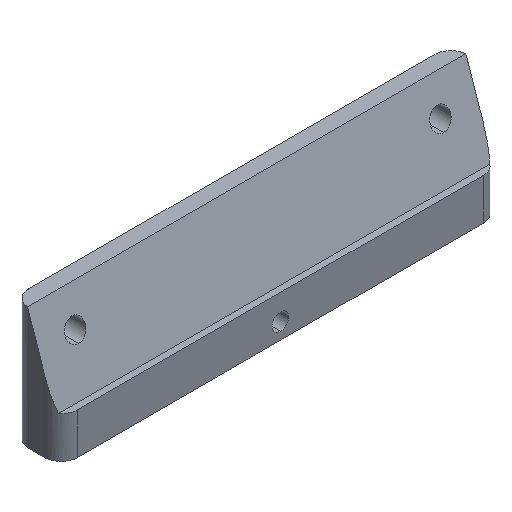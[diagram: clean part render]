
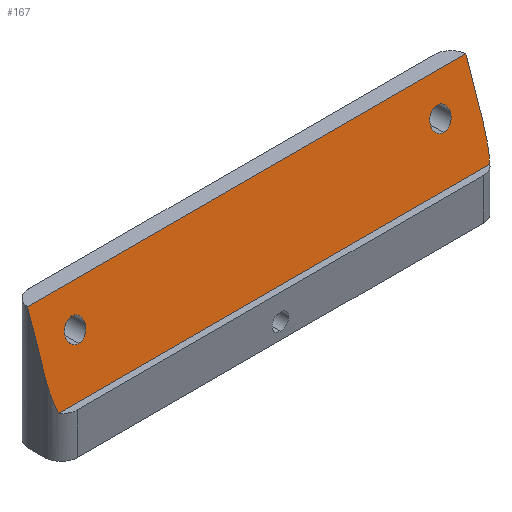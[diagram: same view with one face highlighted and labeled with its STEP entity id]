
A CAD part, isometric view. The second image highlights one B-rep face of the part: STEP entity #167.
In plain terms, the highlighted planar face has unit normal (0, -0.947, 0.323).
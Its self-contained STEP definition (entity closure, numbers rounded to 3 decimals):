
#7 = DIRECTION ( 'NONE',  ( 0., 0.323, 0.946 ) ) ;
#34 = ORIENTED_EDGE ( 'NONE', *, *, #319, .F. ) ;
#36 = VECTOR ( 'NONE', #320, 1000. ) ;
#38 = CARTESIAN_POINT ( 'NONE',  ( 6.252, -15.975, 15. ) ) ;
#51 = CARTESIAN_POINT ( 'NONE',  ( 6.257, -18.125, 8.695 ) ) ;
#52 = CARTESIAN_POINT ( 'NONE',  ( -47.323, -19.351, 5.1 ) ) ;
#62 = CARTESIAN_POINT ( 'NONE',  ( -47.597, -18.997, 6.138 ) ) ;
#66 = DIRECTION ( 'NONE',  ( 0., 0.323, 0.946 ) ) ;
#67 = EDGE_CURVE ( 'NONE', #271, #238, #689, .T. ) ;
#86 =( BOUNDED_CURVE ( )  B_SPLINE_CURVE ( 3, ( #581, #721, #449, #854 ),
 .UNSPECIFIED., .F., .F. ) 
 B_SPLINE_CURVE_WITH_KNOTS ( ( 4, 4 ),
 ( 1.571, 1.646 ),
 .UNSPECIFIED. ) 
 CURVE ( )  GEOMETRIC_REPRESENTATION_ITEM ( )  RATIONAL_B_SPLINE_CURVE ( ( 1., 1., 1., 1. ) ) 
 REPRESENTATION_ITEM ( '' )  );
#92 = VERTEX_POINT ( 'NONE', #632 ) ;
#97 = VECTOR ( 'NONE', #796, 1000. ) ;
#101 = DIRECTION ( 'NONE',  ( 0., 0.323, 0.946 ) ) ;
#103 = ORIENTED_EDGE ( 'NONE', *, *, #379, .T. ) ;
#108 = ORIENTED_EDGE ( 'NONE', *, *, #412, .F. ) ;
#130 = VERTEX_POINT ( 'NONE', #847 ) ;
#150 =( BOUNDED_CURVE ( )  B_SPLINE_CURVE ( 3, ( #166, #755, #615, #701 ),
 .UNSPECIFIED., .F., .F. ) 
 B_SPLINE_CURVE_WITH_KNOTS ( ( 4, 4 ),
 ( 0., 3.142 ),
 .UNSPECIFIED. ) 
 CURVE ( )  GEOMETRIC_REPRESENTATION_ITEM ( )  RATIONAL_B_SPLINE_CURVE ( ( 1., 0.333, 0.333, 1. ) ) 
 REPRESENTATION_ITEM ( '' )  );
#151 = VERTEX_POINT ( 'NONE', #871 ) ;
#153 = CARTESIAN_POINT ( 'NONE',  ( -47.743, -18.125, 8.695 ) ) ;
#154 = LINE ( 'NONE', #841, #443 ) ;
#166 = CARTESIAN_POINT ( 'NONE',  ( -43.243, -16.913, 12.25 ) ) ;
#167 = ADVANCED_FACE ( 'NONE', ( #812, #330, #750 ), #670, .F. ) ;
#172 = EDGE_LOOP ( 'NONE', ( #830, #103 ) ) ;
#174 =( BOUNDED_CURVE ( )  B_SPLINE_CURVE ( 3, ( #52, #62, #874, #153 ),
 .UNSPECIFIED., .F., .F. ) 
 B_SPLINE_CURVE_WITH_KNOTS ( ( 4, 4 ),
 ( 0.911, 1.571 ),
 .UNSPECIFIED. ) 
 CURVE ( )  GEOMETRIC_REPRESENTATION_ITEM ( )  RATIONAL_B_SPLINE_CURVE ( ( 1., 0.964, 0.964, 1. ) ) 
 REPRESENTATION_ITEM ( '' )  );
#177 = ORIENTED_EDGE ( 'NONE', *, *, #268, .T. ) ;
#179 = CARTESIAN_POINT ( 'NONE',  ( 6.257, -18.573, 7.381 ) ) ;
#192 = EDGE_CURVE ( 'NONE', #92, #194, #390, .T. ) ;
#194 = VERTEX_POINT ( 'NONE', #862 ) ;
#202 = LINE ( 'NONE', #585, #547 ) ;
#210 = CARTESIAN_POINT ( 'NONE',  ( -43.243, -16.913, 12.25 ) ) ;
#220 = CARTESIAN_POINT ( 'NONE',  ( 6.257, -16.075, 14.707 ) ) ;
#238 = VERTEX_POINT ( 'NONE', #774 ) ;
#240 = CARTESIAN_POINT ( 'NONE',  ( 1.757, -16.913, 12.25 ) ) ;
#241 = CARTESIAN_POINT ( 'NONE',  ( 1.757, -17.765, 9.75 ) ) ;
#250 = CARTESIAN_POINT ( 'NONE',  ( 4.257, -17.765, 9.75 ) ) ;
#253 = EDGE_CURVE ( 'NONE', #808, #739, #150, .T. ) ;
#257 = CARTESIAN_POINT ( 'NONE',  ( -0.743, -16.913, 12.25 ) ) ;
#267 = CARTESIAN_POINT ( 'NONE',  ( -45.743, -16.913, 12.25 ) ) ;
#268 = EDGE_CURVE ( 'NONE', #348, #238, #154, .T. ) ;
#271 = VERTEX_POINT ( 'NONE', #38 ) ;
#284 =( BOUNDED_CURVE ( )  B_SPLINE_CURVE ( 3, ( #864, #593, #257, #240 ),
 .UNSPECIFIED., .F., .F. ) 
 B_SPLINE_CURVE_WITH_KNOTS ( ( 4, 4 ),
 ( 3.142, 6.283 ),
 .UNSPECIFIED. ) 
 CURVE ( )  GEOMETRIC_REPRESENTATION_ITEM ( )  RATIONAL_B_SPLINE_CURVE ( ( 1., 0.333, 0.333, 1. ) ) 
 REPRESENTATION_ITEM ( '' )  );
#287 = CARTESIAN_POINT ( 'NONE',  ( 6.252, -15.975, 15. ) ) ;
#307 = EDGE_CURVE ( 'NONE', #398, #785, #86, .T. ) ;
#310 = CARTESIAN_POINT ( 'NONE',  ( -45.743, -15.975, 15. ) ) ;
#314 = CARTESIAN_POINT ( 'NONE',  ( 1.757, -16.913, 12.25 ) ) ;
#319 = EDGE_CURVE ( 'NONE', #151, #398, #202, .T. ) ;
#320 = DIRECTION ( 'NONE',  ( 1., 0., 0. ) ) ;
#330 = FACE_BOUND ( 'NONE', #799, .T. ) ;
#348 = VERTEX_POINT ( 'NONE', #51 ) ;
#379 = EDGE_CURVE ( 'NONE', #130, #514, #284, .T. ) ;
#389 = CARTESIAN_POINT ( 'NONE',  ( 6.257, -18.125, 8.695 ) ) ;
#390 = LINE ( 'NONE', #589, #36 ) ;
#397 = CARTESIAN_POINT ( 'NONE',  ( -70.043, -15.975, 15. ) ) ;
#398 = VERTEX_POINT ( 'NONE', #787 ) ;
#412 = EDGE_CURVE ( 'NONE', #348, #194, #778, .T. ) ;
#422 = EDGE_CURVE ( 'NONE', #271, #785, #709, .T. ) ;
#443 = VECTOR ( 'NONE', #101, 1000. ) ;
#445 = ORIENTED_EDGE ( 'NONE', *, *, #253, .T. ) ;
#449 = CARTESIAN_POINT ( 'NONE',  ( -47.741, -16.025, 14.854 ) ) ;
#479 = CARTESIAN_POINT ( 'NONE',  ( 6.257, -16.125, 14.56 ) ) ;
#514 = VERTEX_POINT ( 'NONE', #673 ) ;
#530 = ORIENTED_EDGE ( 'NONE', *, *, #192, .T. ) ;
#535 = ORIENTED_EDGE ( 'NONE', *, *, #835, .F. ) ;
#547 = VECTOR ( 'NONE', #66, 1000. ) ;
#571 = CARTESIAN_POINT ( 'NONE',  ( -43.243, -16.913, 12.25 ) ) ;
#581 = CARTESIAN_POINT ( 'NONE',  ( -47.743, -16.125, 14.56 ) ) ;
#585 = CARTESIAN_POINT ( 'NONE',  ( -47.743, -15.991, 14.954 ) ) ;
#589 = CARTESIAN_POINT ( 'NONE',  ( -70.043, -19.351, 5.1 ) ) ;
#590 =( BOUNDED_CURVE ( )  B_SPLINE_CURVE ( 3, ( #607, #596, #267, #210 ),
 .UNSPECIFIED., .F., .T. ) 
 B_SPLINE_CURVE_WITH_KNOTS ( ( 4, 4 ),
 ( 3.142, 6.283 ),
 .UNSPECIFIED. ) 
 CURVE ( )  GEOMETRIC_REPRESENTATION_ITEM ( )  RATIONAL_B_SPLINE_CURVE ( ( 1., 0.333, 0.333, 1. ) ) 
 REPRESENTATION_ITEM ( '' )  );
#593 = CARTESIAN_POINT ( 'NONE',  ( -0.743, -17.765, 9.75 ) ) ;
#596 = CARTESIAN_POINT ( 'NONE',  ( -45.743, -17.765, 9.75 ) ) ;
#605 = DIRECTION ( 'NONE',  ( 0., 0.946, -0.323 ) ) ;
#607 = CARTESIAN_POINT ( 'NONE',  ( -43.243, -17.765, 9.75 ) ) ;
#615 = CARTESIAN_POINT ( 'NONE',  ( -40.743, -17.765, 9.75 ) ) ;
#632 = CARTESIAN_POINT ( 'NONE',  ( -47.323, -19.351, 5.1 ) ) ;
#668 = CARTESIAN_POINT ( 'NONE',  ( -47.737, -15.975, 15. ) ) ;
#670 = PLANE ( 'NONE',  #811 ) ;
#673 = CARTESIAN_POINT ( 'NONE',  ( 1.757, -16.913, 12.25 ) ) ;
#689 =( BOUNDED_CURVE ( )  B_SPLINE_CURVE ( 3, ( #287, #766, #220, #479 ),
 .UNSPECIFIED., .F., .F. ) 
 B_SPLINE_CURVE_WITH_KNOTS ( ( 4, 4 ),
 ( 4.637, 4.712 ),
 .UNSPECIFIED. ) 
 CURVE ( )  GEOMETRIC_REPRESENTATION_ITEM ( )  RATIONAL_B_SPLINE_CURVE ( ( 1., 1., 1., 1. ) ) 
 REPRESENTATION_ITEM ( '' )  );
#694 = EDGE_LOOP ( 'NONE', ( #34, #535, #530, #108, #177, #856, #825, #806 ) ) ;
#701 = CARTESIAN_POINT ( 'NONE',  ( -43.243, -17.765, 9.75 ) ) ;
#709 = LINE ( 'NONE', #310, #97 ) ;
#710 = EDGE_CURVE ( 'NONE', #739, #808, #590, .T. ) ;
#714 = CARTESIAN_POINT ( 'NONE',  ( 5.838, -19.351, 5.1 ) ) ;
#720 = ORIENTED_EDGE ( 'NONE', *, *, #710, .T. ) ;
#721 = CARTESIAN_POINT ( 'NONE',  ( -47.743, -16.075, 14.707 ) ) ;
#732 = CARTESIAN_POINT ( 'NONE',  ( 6.112, -18.997, 6.138 ) ) ;
#739 = VERTEX_POINT ( 'NONE', #809 ) ;
#750 = FACE_OUTER_BOUND ( 'NONE', #694, .T. ) ;
#755 = CARTESIAN_POINT ( 'NONE',  ( -40.743, -16.913, 12.25 ) ) ;
#766 = CARTESIAN_POINT ( 'NONE',  ( 6.256, -16.025, 14.854 ) ) ;
#774 = CARTESIAN_POINT ( 'NONE',  ( 6.257, -16.125, 14.56 ) ) ;
#778 =( BOUNDED_CURVE ( )  B_SPLINE_CURVE ( 3, ( #389, #179, #732, #714 ),
 .UNSPECIFIED., .F., .F. ) 
 B_SPLINE_CURVE_WITH_KNOTS ( ( 4, 4 ),
 ( 4.712, 5.372 ),
 .UNSPECIFIED. ) 
 CURVE ( )  GEOMETRIC_REPRESENTATION_ITEM ( )  RATIONAL_B_SPLINE_CURVE ( ( 1., 0.964, 0.964, 1. ) ) 
 REPRESENTATION_ITEM ( '' )  );
#785 = VERTEX_POINT ( 'NONE', #668 ) ;
#787 = CARTESIAN_POINT ( 'NONE',  ( -47.743, -16.125, 14.56 ) ) ;
#796 = DIRECTION ( 'NONE',  ( -1., 0., 0. ) ) ;
#799 = EDGE_LOOP ( 'NONE', ( #445, #720 ) ) ;
#806 = ORIENTED_EDGE ( 'NONE', *, *, #307, .F. ) ;
#808 = VERTEX_POINT ( 'NONE', #571 ) ;
#809 = CARTESIAN_POINT ( 'NONE',  ( -43.243, -17.765, 9.75 ) ) ;
#811 = AXIS2_PLACEMENT_3D ( 'NONE', #397, #605, #7 ) ;
#812 = FACE_BOUND ( 'NONE', #172, .T. ) ;
#815 = EDGE_CURVE ( 'NONE', #514, #130, #870, .T. ) ;
#825 = ORIENTED_EDGE ( 'NONE', *, *, #422, .T. ) ;
#830 = ORIENTED_EDGE ( 'NONE', *, *, #815, .T. ) ;
#835 = EDGE_CURVE ( 'NONE', #92, #151, #174, .T. ) ;
#841 = CARTESIAN_POINT ( 'NONE',  ( 6.257, -15.975, 15. ) ) ;
#847 = CARTESIAN_POINT ( 'NONE',  ( 1.757, -17.765, 9.75 ) ) ;
#854 = CARTESIAN_POINT ( 'NONE',  ( -47.737, -15.975, 15. ) ) ;
#856 = ORIENTED_EDGE ( 'NONE', *, *, #67, .F. ) ;
#861 = CARTESIAN_POINT ( 'NONE',  ( 4.257, -16.913, 12.25 ) ) ;
#862 = CARTESIAN_POINT ( 'NONE',  ( 5.838, -19.351, 5.1 ) ) ;
#864 = CARTESIAN_POINT ( 'NONE',  ( 1.757, -17.765, 9.75 ) ) ;
#870 =( BOUNDED_CURVE ( )  B_SPLINE_CURVE ( 3, ( #314, #861, #250, #241 ),
 .UNSPECIFIED., .F., .F. ) 
 B_SPLINE_CURVE_WITH_KNOTS ( ( 4, 4 ),
 ( 0., 3.142 ),
 .UNSPECIFIED. ) 
 CURVE ( )  GEOMETRIC_REPRESENTATION_ITEM ( )  RATIONAL_B_SPLINE_CURVE ( ( 1., 0.333, 0.333, 1. ) ) 
 REPRESENTATION_ITEM ( '' )  );
#871 = CARTESIAN_POINT ( 'NONE',  ( -47.743, -18.125, 8.695 ) ) ;
#874 = CARTESIAN_POINT ( 'NONE',  ( -47.743, -18.573, 7.381 ) ) ;
